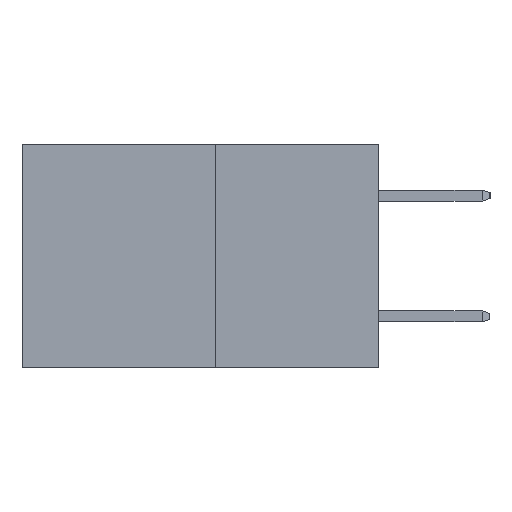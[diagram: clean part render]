
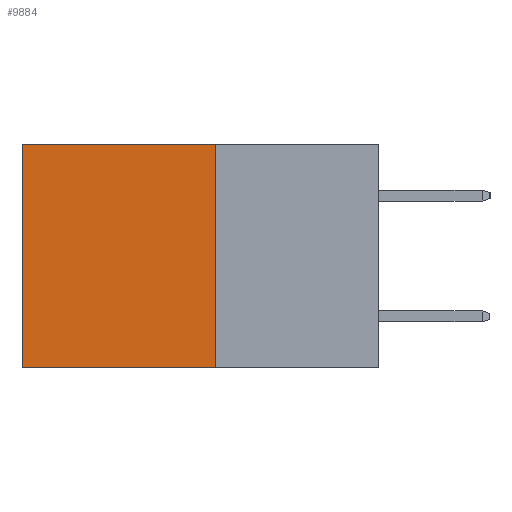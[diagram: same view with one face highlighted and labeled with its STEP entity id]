
A CAD part, left-side view. The second image highlights one B-rep face of the part: STEP entity #9884.
In plain terms, the highlighted planar face has unit normal (-1, 0, 0).
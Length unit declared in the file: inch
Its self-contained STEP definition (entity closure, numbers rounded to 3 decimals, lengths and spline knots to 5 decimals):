
#395 = DIRECTION ( 'NONE',  ( 0., 0., -1. ) ) ;
#979 = FACE_OUTER_BOUND ( 'NONE', #14333, .T. ) ;
#1806 = VECTOR ( 'NONE', #395, 39.37008 ) ;
#1874 = VERTEX_POINT ( 'NONE', #7366 ) ;
#2139 = CARTESIAN_POINT ( 'NONE',  ( 0.277, 0.27, -0.37 ) ) ;
#2206 = CARTESIAN_POINT ( 'NONE',  ( 0.277, 0.59, -0.37 ) ) ;
#2273 = DIRECTION ( 'NONE',  ( 0., 0., -1. ) ) ;
#2294 = DIRECTION ( 'NONE',  ( 1., 0., 0. ) ) ;
#2385 = CARTESIAN_POINT ( 'NONE',  ( 0.277, 0.27, -0.37 ) ) ;
#2428 = PLANE ( 'NONE',  #10062 ) ;
#2574 = VECTOR ( 'NONE', #8883, 39.37008 ) ;
#2903 = EDGE_CURVE ( 'NONE', #7375, #10537, #15671, .T. ) ;
#3422 = CARTESIAN_POINT ( 'NONE',  ( 0.277, 0.27, 0. ) ) ;
#3815 = ORIENTED_EDGE ( 'NONE', *, *, #13060, .T. ) ;
#4142 = EDGE_CURVE ( 'NONE', #9727, #1874, #10469, .T. ) ;
#7366 = CARTESIAN_POINT ( 'NONE',  ( 0.277, 0.59, 0. ) ) ;
#7375 = VERTEX_POINT ( 'NONE', #2139 ) ;
#8712 = CARTESIAN_POINT ( 'NONE',  ( 0.277, 0.59, -0.37 ) ) ;
#8883 = DIRECTION ( 'NONE',  ( 0., 1., 0. ) ) ;
#8893 = LINE ( 'NONE', #12182, #1806 ) ;
#8997 = CARTESIAN_POINT ( 'NONE',  ( 0.277, 0.27, -0.37 ) ) ;
#9727 = VERTEX_POINT ( 'NONE', #3422 ) ;
#9884 = ADVANCED_FACE ( 'NONE', ( #979 ), #2428, .F. ) ;
#10062 = AXIS2_PLACEMENT_3D ( 'NONE', #2385, #2294, #2273 ) ;
#10292 = VECTOR ( 'NONE', #11147, 39.37008 ) ;
#10469 = LINE ( 'NONE', #10607, #16183 ) ;
#10537 = VERTEX_POINT ( 'NONE', #2206 ) ;
#10607 = CARTESIAN_POINT ( 'NONE',  ( 0.277, 0.27, 0. ) ) ;
#10766 = DIRECTION ( 'NONE',  ( 0., 1., 0. ) ) ;
#11147 = DIRECTION ( 'NONE',  ( 0., 0., -1. ) ) ;
#11664 = ORIENTED_EDGE ( 'NONE', *, *, #2903, .F. ) ;
#12182 = CARTESIAN_POINT ( 'NONE',  ( 0.277, 0.27, -0.37 ) ) ;
#13060 = EDGE_CURVE ( 'NONE', #1874, #10537, #13812, .T. ) ;
#13812 = LINE ( 'NONE', #8712, #10292 ) ;
#14333 = EDGE_LOOP ( 'NONE', ( #3815, #11664, #15985, #16326 ) ) ;
#15384 = EDGE_CURVE ( 'NONE', #9727, #7375, #8893, .T. ) ;
#15671 = LINE ( 'NONE', #8997, #2574 ) ;
#15985 = ORIENTED_EDGE ( 'NONE', *, *, #15384, .F. ) ;
#16183 = VECTOR ( 'NONE', #10766, 39.37008 ) ;
#16326 = ORIENTED_EDGE ( 'NONE', *, *, #4142, .T. ) ;
